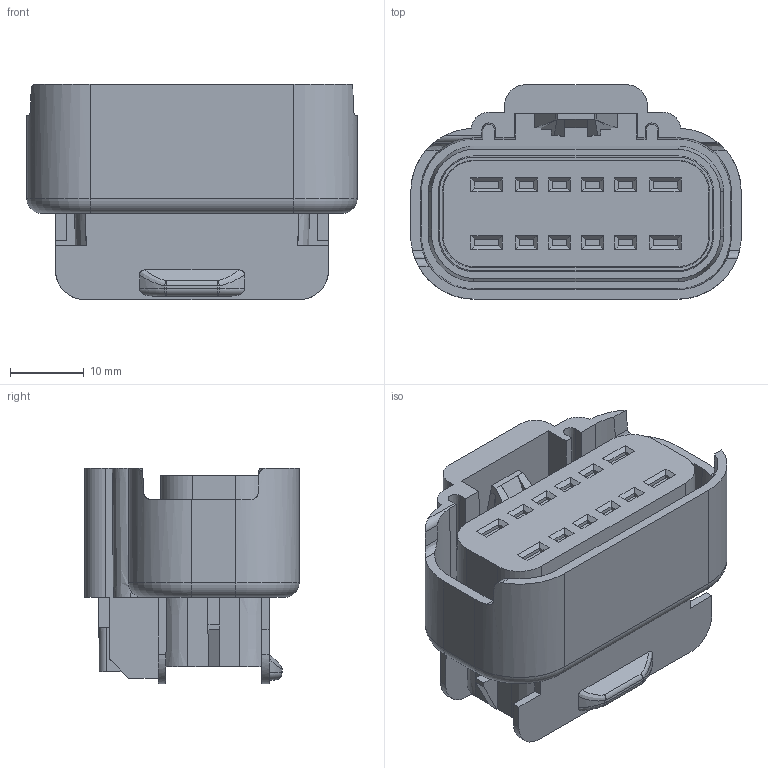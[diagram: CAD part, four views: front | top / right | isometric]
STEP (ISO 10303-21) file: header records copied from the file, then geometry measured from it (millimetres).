
FILE_DESCRIPTION(/* description */ (''),/* implementation_level */ '2;1');
FILE_NAME(/* name */ '15326939-ENV11_05-CONN.stp',/* time_stamp */ '2023-07-06T16:27:19+08:00',/* author */ (''),/* organization */ (''),/* preprocessor_version */ 'ST-DEVELOPER v16',/* originating_system */ 'SIEMENS PLM Software NX 11.0',/* authorisation */ '');
FILE_SCHEMA (('AUTOMOTIVE_DESIGN { 1 0 10303 214 3 1 1 1 }'));
Length unit declared in the file: millimetre
Products named in the file (1): 15326939-ENV11_05-CONN
Bounding box: 44.95 x 29.17 x 29.3 mm (x, y, z)
Volume: 19639.1 mm3; surface area: 9822.3 mm2
Topology: 1 solids, 1 shells, 364 faces, 927 edges, 578 vertices
Faces by surface type: plane 279, cylinder 33, bspline 30, cone 8, torus 6, extrusion 4, sphere 4
Entity records: 11263 total; most frequent: CARTESIAN_POINT 2656, ORIENTED_EDGE 1846, DIRECTION 1628, EDGE_CURVE 923, VECTOR 750, LINE 746, VERTEX_POINT 578, AXIS2_PLACEMENT_3D 439
